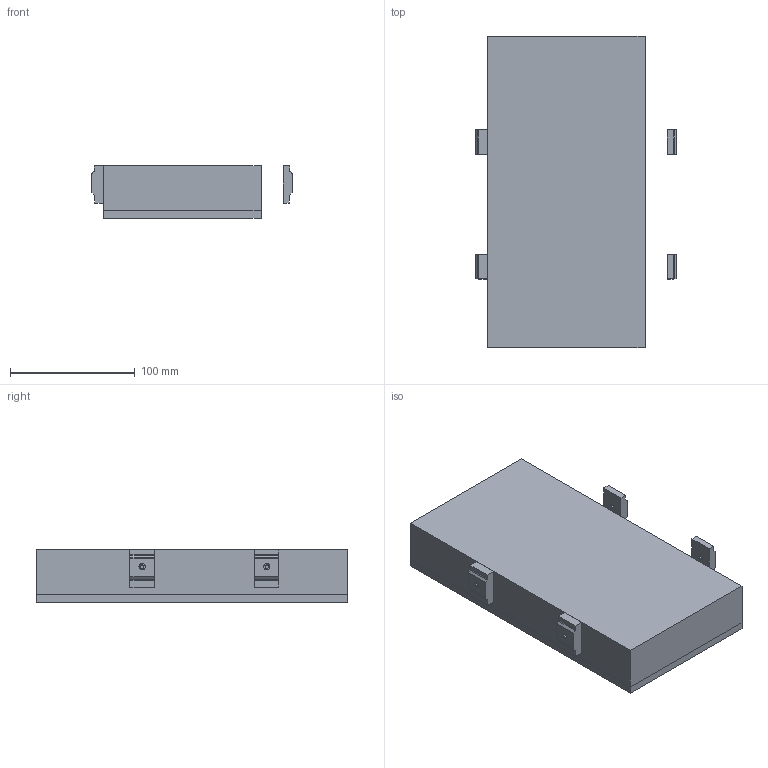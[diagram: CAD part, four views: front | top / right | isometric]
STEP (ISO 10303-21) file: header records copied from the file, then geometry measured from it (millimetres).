
FILE_DESCRIPTION(/* description */ (''),/* implementation_level */ '2;1');
FILE_NAME(/* name */ 'PSU Tray Template V2.step',/* time_stamp */ '2024-03-05T08:17:16-06:00',/* author */ (''),/* organization */ (''),/* preprocessor_version */ 'ST-DEVELOPER v20',/* originating_system */ 'Autodesk Translation Framework v12.20.1.177',/* authorisation */ '');
FILE_SCHEMA (('AUTOMOTIVE_DESIGN { 1 0 10303 214 3 1 1 }'));
Length unit declared in the file: millimetre
Products named in the file (5): Sliders Template; HSI Sliders; 36mm PSU Bounding Box; 42mm PSU Bounding Box; Stock Sliders v1
Assembly tree (4 placements, depth 2):
  Sliders Template
    HSI Sliders
    36mm PSU Bounding Box
    42mm PSU Bounding Box
    Stock Sliders v1
Bounding box: 160.7 x 250 x 42 mm (x, y, z)
Surface area: 200641.5 mm2
Topology: 10 solids, 10 shells, 140 faces, 348 edges, 232 vertices
Faces by surface type: plane 96, cylinder 40, cone 4
Full cylindrical faces by diameter (mm): 2.8 x4, 3.6 x4
Entity records: 4335 total; most frequent: DIRECTION 734, CARTESIAN_POINT 729, ORIENTED_EDGE 696, EDGE_CURVE 348, LINE 260, VECTOR 260, AXIS2_PLACEMENT_3D 237, VERTEX_POINT 232
